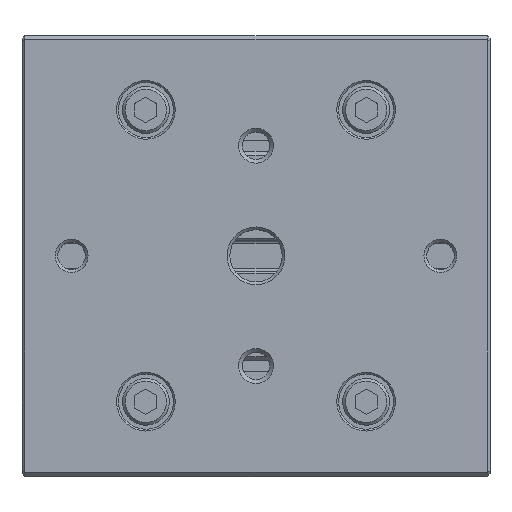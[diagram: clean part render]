
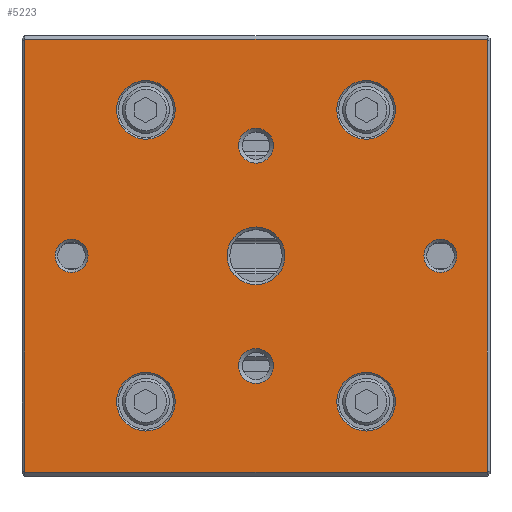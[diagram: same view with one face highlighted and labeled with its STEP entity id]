
A CAD part, top view. The second image highlights one B-rep face of the part: STEP entity #5223.
In plain terms, the highlighted planar face has unit normal (0, 0, 1).
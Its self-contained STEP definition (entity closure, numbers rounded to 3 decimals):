
#4784=FACE_BOUND('',#7622,.T.);
#4785=FACE_BOUND('',#7623,.T.);
#4786=FACE_BOUND('',#7624,.T.);
#4787=FACE_BOUND('',#7625,.T.);
#4788=FACE_BOUND('',#7626,.T.);
#4789=FACE_BOUND('',#7627,.T.);
#4790=FACE_BOUND('',#7628,.T.);
#4791=FACE_BOUND('',#7629,.T.);
#4792=FACE_BOUND('',#7630,.T.);
#4793=FACE_BOUND('',#7631,.T.);
#5002=CIRCLE('',#19989,5.25);
#5003=CIRCLE('',#19990,3.);
#5004=CIRCLE('',#19991,3.);
#5005=CIRCLE('',#19992,3.167);
#5006=CIRCLE('',#19993,3.167);
#5007=CIRCLE('',#19994,5.325);
#5008=CIRCLE('',#19995,5.325);
#5009=CIRCLE('',#19996,5.325);
#5010=CIRCLE('',#19997,5.325);
#5223=ADVANCED_FACE('',(#4784,#4785,#4786,#4787,#4788,#4789,#4790,#4791,
#4792,#4793),#6075,.F.);
#6075=PLANE('',#19998);
#7622=EDGE_LOOP('',(#9536));
#7623=EDGE_LOOP('',(#9537));
#7624=EDGE_LOOP('',(#9538));
#7625=EDGE_LOOP('',(#9539));
#7626=EDGE_LOOP('',(#9540));
#7627=EDGE_LOOP('',(#9541));
#7628=EDGE_LOOP('',(#9542));
#7629=EDGE_LOOP('',(#9543));
#7630=EDGE_LOOP('',(#9544));
#7631=EDGE_LOOP('',(#9545,#9546,#9547,#9548));
#9536=ORIENTED_EDGE('',*,*,#15013,.T.);
#9537=ORIENTED_EDGE('',*,*,#15014,.F.);
#9538=ORIENTED_EDGE('',*,*,#15015,.T.);
#9539=ORIENTED_EDGE('',*,*,#15016,.T.);
#9540=ORIENTED_EDGE('',*,*,#15017,.T.);
#9541=ORIENTED_EDGE('',*,*,#15018,.T.);
#9542=ORIENTED_EDGE('',*,*,#15019,.T.);
#9543=ORIENTED_EDGE('',*,*,#15020,.T.);
#9544=ORIENTED_EDGE('',*,*,#15021,.T.);
#9545=ORIENTED_EDGE('',*,*,#15022,.T.);
#9546=ORIENTED_EDGE('',*,*,#15023,.T.);
#9547=ORIENTED_EDGE('',*,*,#15024,.T.);
#9548=ORIENTED_EDGE('',*,*,#15025,.T.);
#13450=VERTEX_POINT('',#26056);
#13451=VERTEX_POINT('',#26058);
#13452=VERTEX_POINT('',#26060);
#13453=VERTEX_POINT('',#26062);
#13454=VERTEX_POINT('',#26064);
#13455=VERTEX_POINT('',#26066);
#13456=VERTEX_POINT('',#26068);
#13457=VERTEX_POINT('',#26070);
#13458=VERTEX_POINT('',#26072);
#13459=VERTEX_POINT('',#26074);
#13460=VERTEX_POINT('',#26075);
#13461=VERTEX_POINT('',#26077);
#13462=VERTEX_POINT('',#26079);
#15013=EDGE_CURVE('',#13450,#13450,#5002,.T.);
#15014=EDGE_CURVE('',#13451,#13451,#5003,.T.);
#15015=EDGE_CURVE('',#13452,#13452,#5004,.T.);
#15016=EDGE_CURVE('',#13453,#13453,#5005,.T.);
#15017=EDGE_CURVE('',#13454,#13454,#5006,.T.);
#15018=EDGE_CURVE('',#13455,#13455,#5007,.T.);
#15019=EDGE_CURVE('',#13456,#13456,#5008,.T.);
#15020=EDGE_CURVE('',#13457,#13457,#5009,.T.);
#15021=EDGE_CURVE('',#13458,#13458,#5010,.T.);
#15022=EDGE_CURVE('',#13459,#13460,#16968,.T.);
#15023=EDGE_CURVE('',#13460,#13461,#16969,.T.);
#15024=EDGE_CURVE('',#13461,#13462,#16970,.T.);
#15025=EDGE_CURVE('',#13462,#13459,#16971,.T.);
#16968=LINE('',#26073,#18652);
#16969=LINE('',#26076,#18653);
#16970=LINE('',#26078,#18654);
#16971=LINE('',#26080,#18655);
#18652=VECTOR('',#21634,1.);
#18653=VECTOR('',#21635,1.);
#18654=VECTOR('',#21636,1.);
#18655=VECTOR('',#21637,1.);
#19989=AXIS2_PLACEMENT_3D('',#26055,#21616,#21617);
#19990=AXIS2_PLACEMENT_3D('',#26057,#21618,#21619);
#19991=AXIS2_PLACEMENT_3D('',#26059,#21620,#21621);
#19992=AXIS2_PLACEMENT_3D('',#26061,#21622,#21623);
#19993=AXIS2_PLACEMENT_3D('',#26063,#21624,#21625);
#19994=AXIS2_PLACEMENT_3D('',#26065,#21626,#21627);
#19995=AXIS2_PLACEMENT_3D('',#26067,#21628,#21629);
#19996=AXIS2_PLACEMENT_3D('',#26069,#21630,#21631);
#19997=AXIS2_PLACEMENT_3D('',#26071,#21632,#21633);
#19998=AXIS2_PLACEMENT_3D('',#26081,#21638,#21639);
#21616=DIRECTION('',(0.,0.,-1.));
#21617=DIRECTION('',(-1.,0.,0.));
#21618=DIRECTION('',(0.,0.,1.));
#21619=DIRECTION('',(1.,0.,0.));
#21620=DIRECTION('',(0.,0.,-1.));
#21621=DIRECTION('',(-1.,0.,0.));
#21622=DIRECTION('',(0.,0.,-1.));
#21623=DIRECTION('',(-1.,0.,0.));
#21624=DIRECTION('',(0.,0.,-1.));
#21625=DIRECTION('',(-1.,0.,0.));
#21626=DIRECTION('',(0.,0.,-1.));
#21627=DIRECTION('',(-1.,0.,0.));
#21628=DIRECTION('',(0.,0.,-1.));
#21629=DIRECTION('',(-1.,0.,0.));
#21630=DIRECTION('',(0.,0.,-1.));
#21631=DIRECTION('',(-1.,0.,0.));
#21632=DIRECTION('',(0.,0.,-1.));
#21633=DIRECTION('',(-1.,0.,0.));
#21634=DIRECTION('',(1.,0.,0.));
#21635=DIRECTION('',(0.,1.,0.));
#21636=DIRECTION('',(-1.,0.,0.));
#21637=DIRECTION('',(0.,-1.,0.));
#21638=DIRECTION('',(0.,0.,-1.));
#21639=DIRECTION('',(-1.,0.,0.));
#26055=CARTESIAN_POINT('',(122.5,40.,35.));
#26056=CARTESIAN_POINT('',(117.25,40.,35.));
#26057=CARTESIAN_POINT('',(156.,40.,35.));
#26058=CARTESIAN_POINT('',(159.,40.,35.));
#26059=CARTESIAN_POINT('',(89.,40.,35.));
#26060=CARTESIAN_POINT('',(86.,40.,35.));
#26061=CARTESIAN_POINT('',(122.5,20.,35.));
#26062=CARTESIAN_POINT('',(119.333,20.,35.));
#26063=CARTESIAN_POINT('',(122.5,60.,35.));
#26064=CARTESIAN_POINT('',(119.333,60.,35.));
#26065=CARTESIAN_POINT('',(142.5,13.5,35.));
#26066=CARTESIAN_POINT('',(137.175,13.5,35.));
#26067=CARTESIAN_POINT('',(142.5,66.5,35.));
#26068=CARTESIAN_POINT('',(137.175,66.5,35.));
#26069=CARTESIAN_POINT('',(102.5,13.5,35.));
#26070=CARTESIAN_POINT('',(97.175,13.5,35.));
#26071=CARTESIAN_POINT('',(102.5,66.5,35.));
#26072=CARTESIAN_POINT('',(97.175,66.5,35.));
#26073=CARTESIAN_POINT('',(165.,0.7,35.));
#26074=CARTESIAN_POINT('',(80.5,0.7,35.));
#26075=CARTESIAN_POINT('',(164.5,0.7,35.));
#26076=CARTESIAN_POINT('',(164.5,80.,35.));
#26077=CARTESIAN_POINT('',(164.5,79.3,35.));
#26078=CARTESIAN_POINT('',(165.,79.3,35.));
#26079=CARTESIAN_POINT('',(80.5,79.3,35.));
#26080=CARTESIAN_POINT('',(80.5,0.7,35.));
#26081=CARTESIAN_POINT('',(165.,80.,35.));
